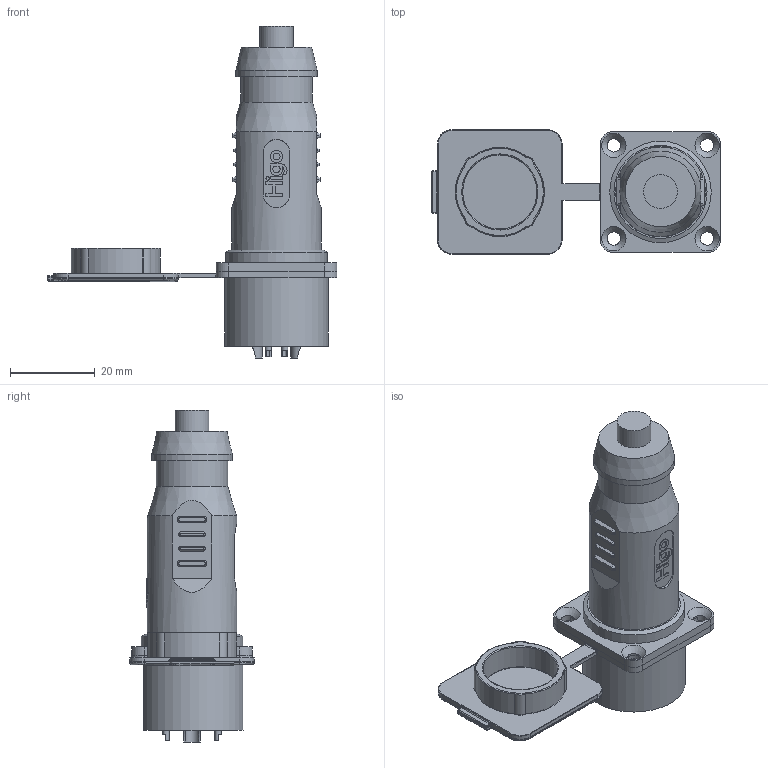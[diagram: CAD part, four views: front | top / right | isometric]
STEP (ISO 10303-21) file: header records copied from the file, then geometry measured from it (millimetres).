
FILE_DESCRIPTION(/* description */ (''),/* implementation_level */ '2;1');
FILE_NAME(/* name */ '48V battery connector 2+4 pin 3D.stp',/* time_stamp */ '2017-05-02T16:11:15+08:00',/* author */ (''),/* organization */ (''),/* preprocessor_version */ 'ST-DEVELOPER v11',/* originating_system */ 'SIEMENS PLM Software NX 7.5',/* authorisation */ '');
FILE_SCHEMA (('CONFIG_CONTROL_DESIGN'));
Length unit declared in the file: millimetre
Products named in the file (1): Admi1FD5von7
Bounding box: 68.45 x 29.5 x 78.5 mm (x, y, z)
Volume: 26281.3 mm3; surface area: 19744.7 mm2
Topology: 4 solids, 18 shells, 1013 faces, 2463 edges, 1572 vertices
Faces by surface type: plane 453, cylinder 235, extrusion 149, cone 78, torus 41, bspline 39, sphere 18
Full cylindrical faces by diameter (mm): 0.8 x4, 0.837 x1, 1.45 x4, 1.5 x8, 1.58 x8, 1.622 x1, 1.7 x4, 1.9 x4, 2.1 x8, 2.4 x4, 2.6 x4, 2.7 x12, 2.898 x1, 3 x2, 3.15 x4, 3.2 x2, 3.4 x2, 3.7 x4, 3.8 x4, 3.9 x4, 4 x4, 4.55 x4, 4.7 x6, 4.8 x6, 5.3 x2, 8 x1, 17 x1, 17.6 x1, 17.8 x1, 19 x1
Entity records: 30978 total; most frequent: CARTESIAN_POINT 8652, ORIENTED_EDGE 4382, DIRECTION 4317, EDGE_CURVE 2191, AXIS2_PLACEMENT_3D 1513, VERTEX_POINT 1492, EDGE_LOOP 1336, VECTOR 1291
